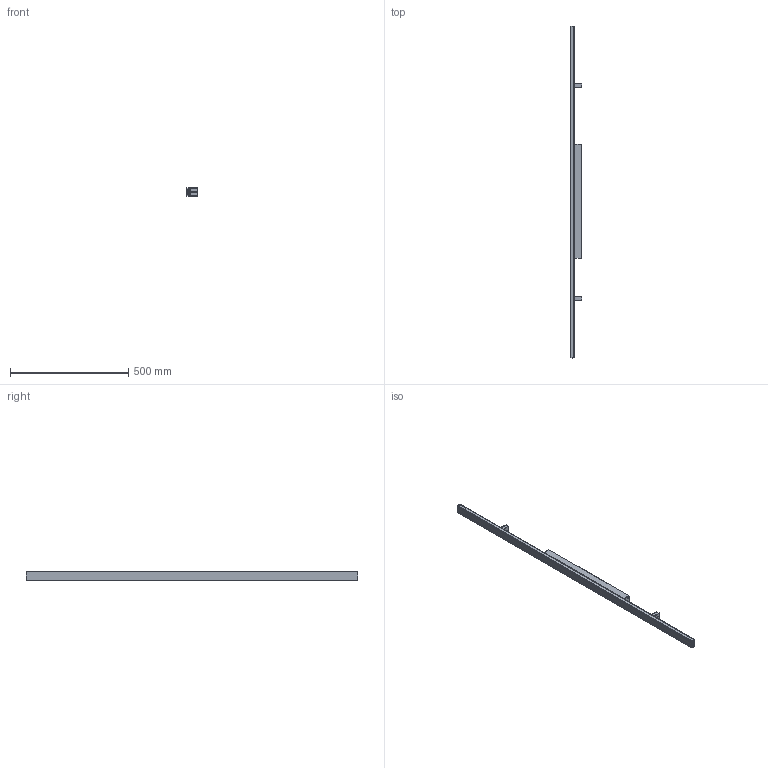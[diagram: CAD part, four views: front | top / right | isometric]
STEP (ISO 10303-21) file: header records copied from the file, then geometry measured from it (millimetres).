
FILE_DESCRIPTION(/* description */ ('This is a sample STEP configuration'),/* implementation_level */ '2;1');
FILE_NAME(/* name */ '708-009120xxxxxx SIMPLE.ipt_Rev_00.stp',/* time_stamp */ '2023-01-30T07:29:17+01:00',/* author */ ('powerJobs'),/* organization */ ('coolOrange'),/* preprocessor_version */ 'ST-DEVELOPER v19.2',/* originating_system */ 'Autodesk Inventor 2023',/* authorisation */ '');
FILE_SCHEMA (('AUTOMOTIVE_DESIGN { 1 0 10303 214 3 1 1 }'));
Length unit declared in the file: millimetre
Products named in the file (1): ENG000027870
Bounding box: 48.13 x 1403 x 35.1 mm (x, y, z)
Volume: 327061 mm3; surface area: 490995.9 mm2
Topology: 2 solids, 35 shells, 1299 faces, 3441 edges, 2182 vertices
Faces by surface type: plane 730, cylinder 479, cone 30, sphere 24, bspline 19, torus 17
Full cylindrical faces by diameter (mm): 2.5 x2, 3.242 x2, 3.6 x2, 4 x12, 4.2 x2, 5.5 x2, 8.5 x2, 20 x1, 22 x1
Entity records: 42251 total; most frequent: CARTESIAN_POINT 8635, ORIENTED_EDGE 6848, DIRECTION 6720, EDGE_CURVE 3424, LINE 2318, VECTOR 2318, AXIS2_PLACEMENT_3D 2201, VERTEX_POINT 2182
